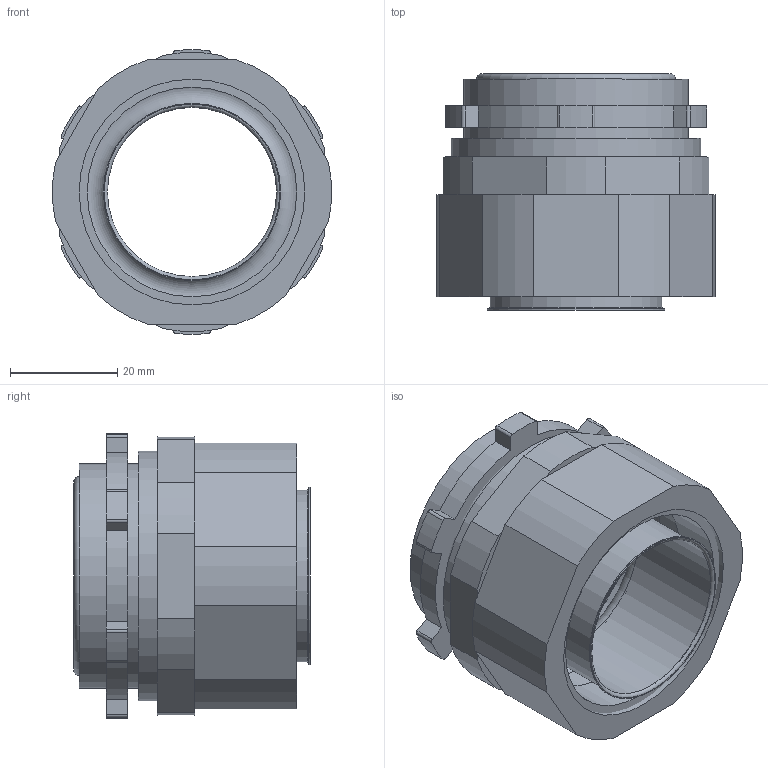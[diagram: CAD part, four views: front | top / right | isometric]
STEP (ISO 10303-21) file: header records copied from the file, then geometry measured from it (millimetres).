
FILE_DESCRIPTION(('STEP AP203'), '1');
FILE_NAME('Ìóôòà ââîäíàÿ äëÿ ìåòàëëîðóêàâà ÂÌ-32 ãàéêà ïîä ðîæêîâûé êëþ÷', '', ('UNSPECIFIED'), ('UNSPECIFIED'), 'ASCON STEP Converter 1.6', 'ASCON Math Kernel', '');
FILE_SCHEMA(('CONFIG_CONTROL_DESIGN'));
Length unit declared in the file: millimetre
Products named in the file (1): -05
Bounding box: 51.87 x 44 x 52.96 mm (x, y, z)
Volume: 30913.8 mm3; surface area: 36307.6 mm2
Topology: 7 solids, 7 shells, 109 faces, 268 edges, 180 vertices
Faces by surface type: cylinder 55, plane 45, torus 7, cone 2
Full cylindrical faces by diameter (mm): 31.5 x1, 32 x1, 33 x1, 33.5 x1, 35 x2, 39 x2, 41.5 x1, 41.91 x1, 42 x1, 42.5 x1, 43 x2, 43.5 x1, 44 x1, 45.835 x1, 46.5 x1, 48 x1
Entity records: 4122 total; most frequent: DIRECTION 592, CARTESIAN_POINT 530, ORIENTED_EDGE 480, AXIS2_PLACEMENT_3D 242, EDGE_CURVE 240, VERTEX_POINT 180, EDGE_LOOP 158, CIRCLE 132
